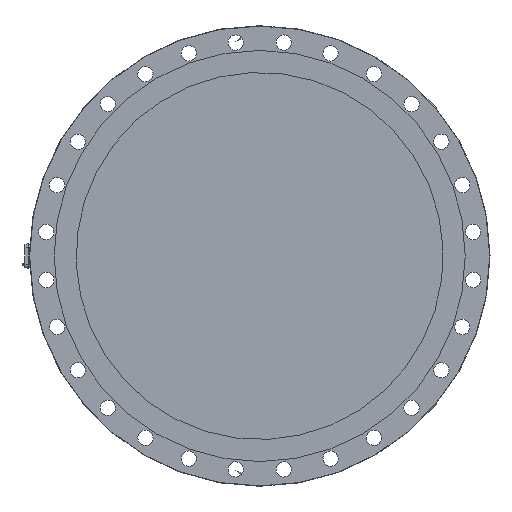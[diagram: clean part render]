
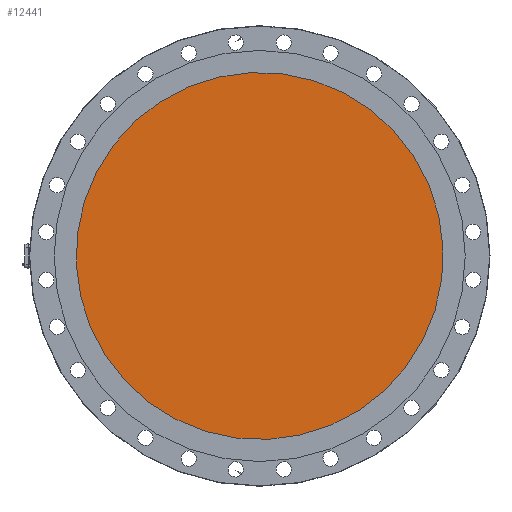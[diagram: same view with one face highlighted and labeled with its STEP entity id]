
A CAD part, left-side view. The second image highlights one B-rep face of the part: STEP entity #12441.
In plain terms, the highlighted planar face has unit normal (-1, 0, 0).
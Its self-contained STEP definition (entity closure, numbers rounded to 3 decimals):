
#2754=PLANE('',#13351);
#3548=FACE_OUTER_BOUND('',#4411,.T.);
#4411=EDGE_LOOP('',(#9850));
#4938=CIRCLE('',#13344,521.);
#5801=VERTEX_POINT('',#21719);
#7222=EDGE_CURVE('',#5801,#5801,#4938,.T.);
#9850=ORIENTED_EDGE('',*,*,#7222,.F.);
#12441=ADVANCED_FACE('',(#3548),#2754,.T.);
#13344=AXIS2_PLACEMENT_3D('',#21720,#15702,#15703);
#13351=AXIS2_PLACEMENT_3D('',#22296,#15722,#15723);
#15702=DIRECTION('center_axis',(1.,0.,0.));
#15703=DIRECTION('ref_axis',(0.,0.,-1.));
#15722=DIRECTION('center_axis',(-1.,0.,0.));
#15723=DIRECTION('ref_axis',(0.,0.,-1.));
#21719=CARTESIAN_POINT('',(-617.,0.,-521.));
#21720=CARTESIAN_POINT('Origin',(-617.,0.,0.));
#22296=CARTESIAN_POINT('Origin',(-617.,0.,0.));
